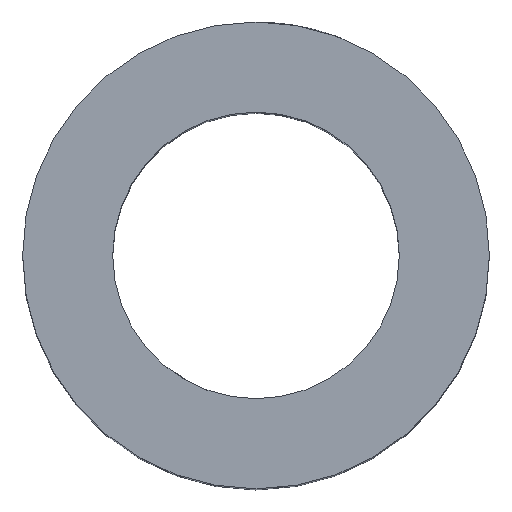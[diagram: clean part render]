
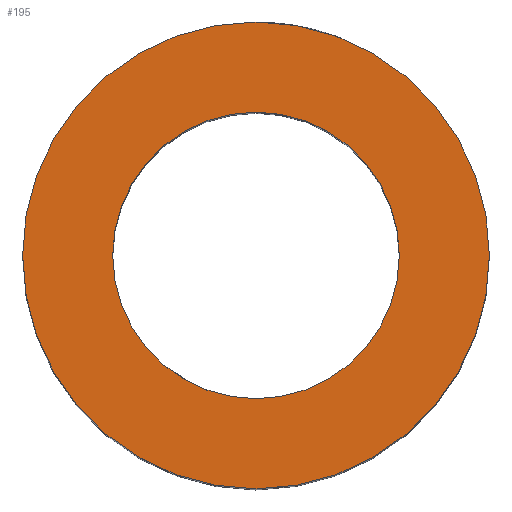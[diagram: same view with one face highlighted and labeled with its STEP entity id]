
A CAD part, top view. The second image highlights one B-rep face of the part: STEP entity #195.
In plain terms, the highlighted planar face has unit normal (0, 0, 1).
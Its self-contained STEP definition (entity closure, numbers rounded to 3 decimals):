
#46 = CIRCLE ( 'NONE', #716, 15.9 ) ;
#72 = EDGE_LOOP ( 'NONE', ( #657, #672 ) ) ;
#74 = CIRCLE ( 'NONE', #722, 25.9 ) ;
#80 = CIRCLE ( 'NONE', #723, 25.9 ) ;
#94 = FACE_OUTER_BOUND ( 'NONE', #107, .T. ) ;
#96 = CIRCLE ( 'NONE', #685, 15.9 ) ;
#107 = EDGE_LOOP ( 'NONE', ( #638, #615 ) ) ;
#117 = FACE_BOUND ( 'NONE', #72, .T. ) ;
#195 = ADVANCED_FACE ( 'NONE', ( #117, #94 ), #235, .T. ) ;
#218 = VERTEX_POINT ( 'NONE', #266 ) ;
#219 = VERTEX_POINT ( 'NONE', #274 ) ;
#221 = VERTEX_POINT ( 'NONE', #276 ) ;
#222 = VERTEX_POINT ( 'NONE', #277 ) ;
#235 = PLANE ( 'NONE',  #689 ) ;
#236 = CARTESIAN_POINT ( 'NONE',  ( 0., 0., 75. ) ) ;
#244 = DIRECTION ( 'NONE',  ( 0., 0., 1. ) ) ;
#245 = DIRECTION ( 'NONE',  ( 1., 0., 0. ) ) ;
#266 = CARTESIAN_POINT ( 'NONE',  ( 15.9, 0., 75. ) ) ;
#274 = CARTESIAN_POINT ( 'NONE',  ( -25.9, 0., 75. ) ) ;
#276 = CARTESIAN_POINT ( 'NONE',  ( -15.9, 0., 75. ) ) ;
#277 = CARTESIAN_POINT ( 'NONE',  ( 25.9, 0., 75. ) ) ;
#287 = CARTESIAN_POINT ( 'NONE',  ( 0., 0., 75. ) ) ;
#321 = DIRECTION ( 'NONE',  ( 0., 0., 1. ) ) ;
#322 = DIRECTION ( 'NONE',  ( 1., 0., 0. ) ) ;
#425 = CARTESIAN_POINT ( 'NONE',  ( 0., 0., 75. ) ) ;
#426 = DIRECTION ( 'NONE',  ( 0., 0., 1. ) ) ;
#427 = DIRECTION ( 'NONE',  ( 1., 0., 0. ) ) ;
#505 = CARTESIAN_POINT ( 'NONE',  ( 0., 0., 75. ) ) ;
#507 = DIRECTION ( 'NONE',  ( 0., 0., 1. ) ) ;
#508 = DIRECTION ( 'NONE',  ( 1., 0., 0. ) ) ;
#512 = CARTESIAN_POINT ( 'NONE',  ( 0., 0., 75. ) ) ;
#513 = DIRECTION ( 'NONE',  ( 0., 0., 1. ) ) ;
#514 = DIRECTION ( 'NONE',  ( 1., 0., 0. ) ) ;
#615 = ORIENTED_EDGE ( 'NONE', *, *, #676, .T. ) ;
#638 = ORIENTED_EDGE ( 'NONE', *, *, #692, .T. ) ;
#657 = ORIENTED_EDGE ( 'NONE', *, *, #696, .F. ) ;
#672 = ORIENTED_EDGE ( 'NONE', *, *, #684, .F. ) ;
#676 = EDGE_CURVE ( 'NONE', #222, #219, #80, .T. ) ;
#684 = EDGE_CURVE ( 'NONE', #221, #218, #96, .T. ) ;
#685 = AXIS2_PLACEMENT_3D ( 'NONE', #425, #426, #427 ) ;
#689 = AXIS2_PLACEMENT_3D ( 'NONE', #236, #244, #245 ) ;
#692 = EDGE_CURVE ( 'NONE', #219, #222, #74, .T. ) ;
#696 = EDGE_CURVE ( 'NONE', #218, #221, #46, .T. ) ;
#716 = AXIS2_PLACEMENT_3D ( 'NONE', #512, #513, #514 ) ;
#722 = AXIS2_PLACEMENT_3D ( 'NONE', #505, #507, #508 ) ;
#723 = AXIS2_PLACEMENT_3D ( 'NONE', #287, #321, #322 ) ;
